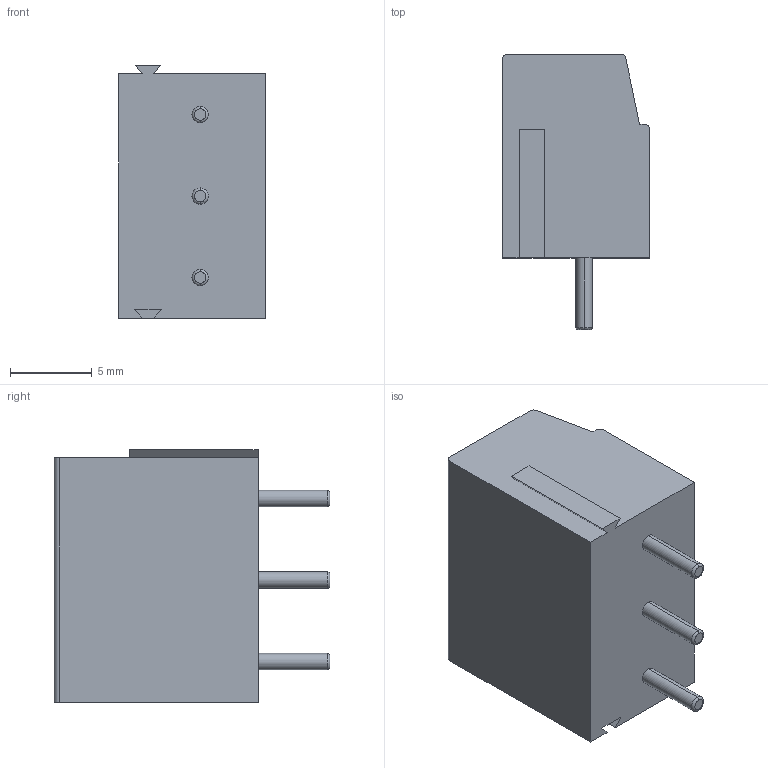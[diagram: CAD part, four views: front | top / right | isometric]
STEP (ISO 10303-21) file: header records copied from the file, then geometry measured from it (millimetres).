
FILE_DESCRIPTION (( 'STEP AP214' ), '1' );
FILE_NAME ('CUI_DEVICES_TB001-500-P03GR.step', '2019-10-21T04:44:26', ( '' ), ( '' ), 'SwSTEP 2.0', 'SolidWorks 2019', '' );
FILE_SCHEMA (( 'AUTOMOTIVE_DESIGN' ));
Length unit declared in the file: millimetre
Products named in the file (2): CUI_DEVICES_TB001-500-P03GR; TB001-500-03P_Green - P
Assembly tree (1 placements, depth 2):
  CUI_DEVICES_TB001-500-P03GR
    TB001-500-03P_Green - P
Bounding box: 9 x 16.9 x 15.5 mm (x, y, z)
Volume: 1423 mm3; surface area: 1299.5 mm2
Topology: 1 solids, 1 shells, 208 faces, 549 edges, 361 vertices
Faces by surface type: plane 124, cylinder 57, torus 21, cone 6
Entity records: 7325 total; most frequent: CARTESIAN_POINT 1458, ORIENTED_EDGE 1098, DIRECTION 1063, EDGE_CURVE 549, AXIS2_PLACEMENT_3D 362, VERTEX_POINT 361, LINE 339, VECTOR 339
